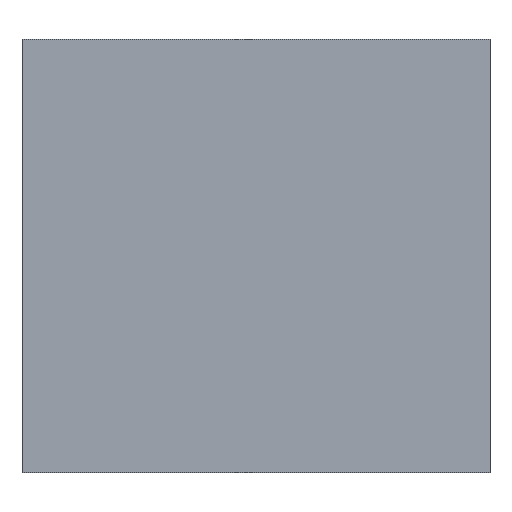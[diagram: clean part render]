
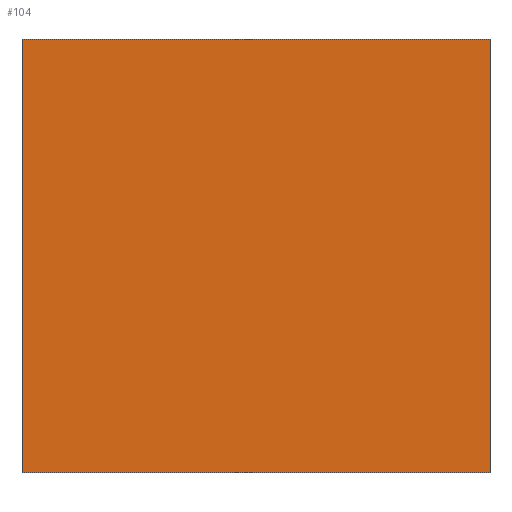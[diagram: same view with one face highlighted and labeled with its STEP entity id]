
A CAD part, top view. The second image highlights one B-rep face of the part: STEP entity #104.
In plain terms, the highlighted planar face has unit normal (0, 0, 1).
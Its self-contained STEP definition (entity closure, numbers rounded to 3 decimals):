
#3 = FACE_OUTER_BOUND ( 'NONE', #146, .T. ) ;
#12 = LINE ( 'NONE', #159, #53 ) ;
#18 = CARTESIAN_POINT ( 'NONE',  ( 0., 5., 0. ) ) ;
#21 = LINE ( 'NONE', #34, #127 ) ;
#29 = ORIENTED_EDGE ( 'NONE', *, *, #108, .F. ) ;
#34 = CARTESIAN_POINT ( 'NONE',  ( 0., 0., 0. ) ) ;
#37 = ORIENTED_EDGE ( 'NONE', *, *, #180, .T. ) ;
#52 = DIRECTION ( 'NONE',  ( 0., 0., -1. ) ) ;
#53 = VECTOR ( 'NONE', #71, 1000. ) ;
#54 = CARTESIAN_POINT ( 'NONE',  ( 5.4, 5., 0. ) ) ;
#59 = CARTESIAN_POINT ( 'NONE',  ( 5.4, 0., 0. ) ) ;
#62 = CARTESIAN_POINT ( 'NONE',  ( 0., 5., 0. ) ) ;
#63 = VECTOR ( 'NONE', #199, 1000. ) ;
#68 = CARTESIAN_POINT ( 'NONE',  ( 0., 5., 0. ) ) ;
#69 = VERTEX_POINT ( 'NONE', #68 ) ;
#70 = DIRECTION ( 'NONE',  ( -1., 0., 0. ) ) ;
#71 = DIRECTION ( 'NONE',  ( 1., 0., 0. ) ) ;
#91 = EDGE_CURVE ( 'NONE', #110, #197, #21, .T. ) ;
#98 = LINE ( 'NONE', #62, #131 ) ;
#102 = EDGE_CURVE ( 'NONE', #165, #197, #103, .T. ) ;
#103 = LINE ( 'NONE', #161, #63 ) ;
#104 = ADVANCED_FACE ( 'NONE', ( #3 ), #113, .F. ) ;
#108 = EDGE_CURVE ( 'NONE', #69, #165, #12, .T. ) ;
#110 = VERTEX_POINT ( 'NONE', #143 ) ;
#113 = PLANE ( 'NONE',  #140 ) ;
#127 = VECTOR ( 'NONE', #144, 1000. ) ;
#129 = ORIENTED_EDGE ( 'NONE', *, *, #91, .T. ) ;
#131 = VECTOR ( 'NONE', #166, 1000. ) ;
#140 = AXIS2_PLACEMENT_3D ( 'NONE', #18, #52, #70 ) ;
#143 = CARTESIAN_POINT ( 'NONE',  ( 0., 0., 0. ) ) ;
#144 = DIRECTION ( 'NONE',  ( 1., 0., 0. ) ) ;
#146 = EDGE_LOOP ( 'NONE', ( #129, #157, #29, #37 ) ) ;
#157 = ORIENTED_EDGE ( 'NONE', *, *, #102, .F. ) ;
#159 = CARTESIAN_POINT ( 'NONE',  ( 0., 5., 0. ) ) ;
#161 = CARTESIAN_POINT ( 'NONE',  ( 5.4, 5., 0. ) ) ;
#165 = VERTEX_POINT ( 'NONE', #54 ) ;
#166 = DIRECTION ( 'NONE',  ( 0., -1., 0. ) ) ;
#180 = EDGE_CURVE ( 'NONE', #69, #110, #98, .T. ) ;
#197 = VERTEX_POINT ( 'NONE', #59 ) ;
#199 = DIRECTION ( 'NONE',  ( 0., -1., 0. ) ) ;
